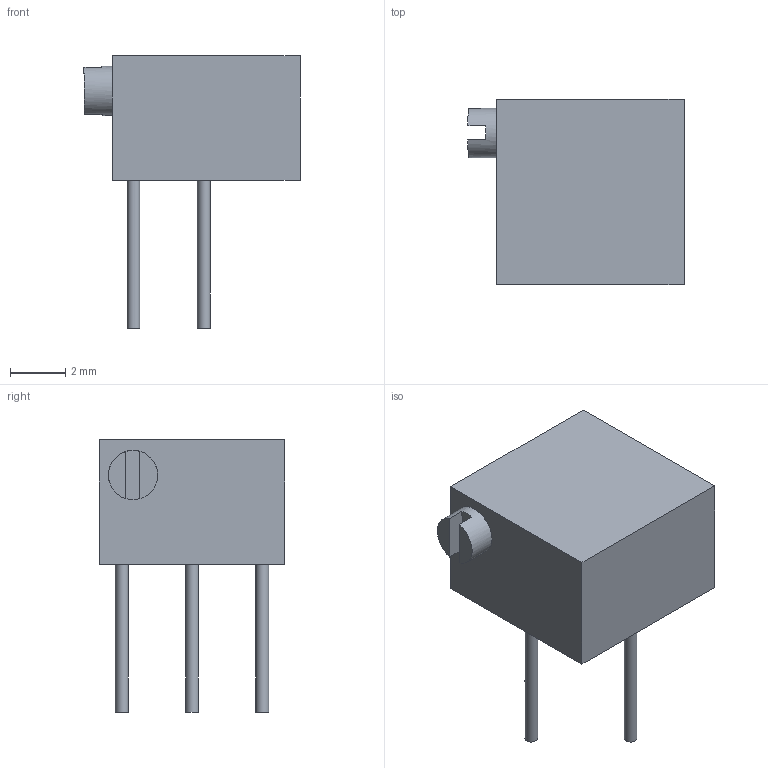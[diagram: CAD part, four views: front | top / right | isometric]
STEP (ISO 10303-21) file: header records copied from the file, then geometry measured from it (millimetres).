
FILE_DESCRIPTION(('FreeCAD Model'),'2;1');
FILE_NAME('Potentiometer_Bourns_3266P_Horizontal.step','2019-01-13T01:27:08',('kicad StepUp'),('ksu MCAD'), 'Open CASCADE STEP processor 7.3','FreeCAD','Unknown');
FILE_SCHEMA(('AUTOMOTIVE_DESIGN { 1 0 10303 214 1 1 1 1 }'));
Length unit declared in the file: millimetre
Products named in the file (1): Potentiometer_Bourns_3266P_Horizontal
Bounding box: 7.81 x 6.71 x 9.84 mm (x, y, z)
Volume: 209.3 mm3; surface area: 245.2 mm2
Topology: 1 solids, 1 shells, 19 faces, 39 edges, 26 vertices
Faces by surface type: plane 15, cylinder 4
Full cylindrical faces by diameter (mm): 0.46 x3, 1.78 x1
Entity records: 380 total; most frequent: ORIENTED_EDGE 62, CARTESIAN_POINT 47, EDGE_CURVE 39, VERTEX_POINT 26, LINE 25, FACE_BOUND 23, EDGE_LOOP 23, AXIS2_PLACEMENT_3D 20
